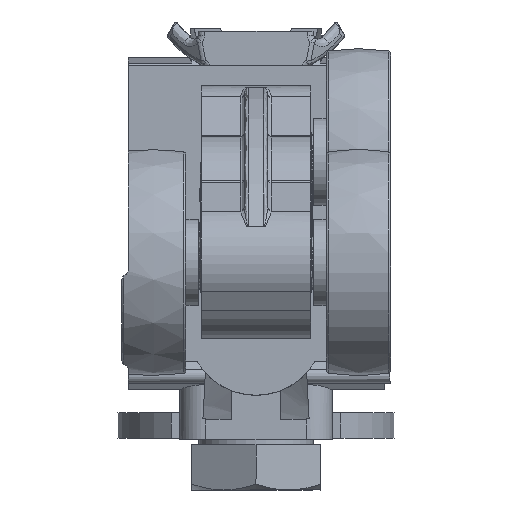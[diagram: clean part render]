
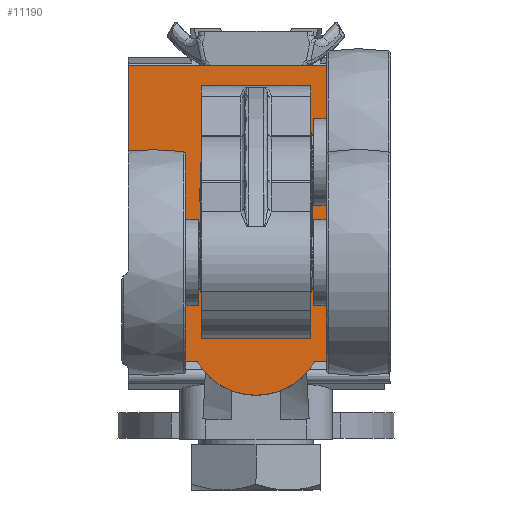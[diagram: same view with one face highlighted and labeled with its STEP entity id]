
A CAD part, front view. The second image highlights one B-rep face of the part: STEP entity #11190.
In plain terms, the highlighted planar face has unit normal (0, -1, 0).
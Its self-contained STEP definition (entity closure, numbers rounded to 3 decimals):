
#309=CIRCLE('',#11762,0.3);
#331=CIRCLE('',#11794,0.3);
#338=CIRCLE('',#11813,0.3);
#352=CIRCLE('',#11835,0.3);
#375=CIRCLE('',#11904,0.3);
#391=CIRCLE('',#11930,0.3);
#398=CIRCLE('',#11949,0.3);
#409=CIRCLE('',#11968,0.3);
#411=CIRCLE('',#11984,5.3);
#608=FACE_BOUND('',#2324,.T.);
#1647=FACE_OUTER_BOUND('',#2323,.T.);
#2323=EDGE_LOOP('',(#9118,#9119,#9120,#9121,#9122,#9123));
#2324=EDGE_LOOP('',(#9124,#9125,#9126,#9127,#9128,#9129,#9130,#9131,#9132,
#9133,#9134,#9135,#9136,#9137,#9138,#9139,#9140,#9141,#9142,#9143));
#2683=LINE('',#15694,#3551);
#2786=LINE('',#18313,#3654);
#2789=LINE('',#18324,#3657);
#2795=LINE('',#18348,#3663);
#2963=LINE('',#19863,#3831);
#2986=LINE('',#20153,#3854);
#3002=LINE('',#20196,#3870);
#3008=LINE('',#20252,#3876);
#3025=LINE('',#20355,#3893);
#3029=LINE('',#20367,#3897);
#3071=LINE('',#20701,#3939);
#3084=LINE('',#20740,#3952);
#3104=LINE('',#20975,#3972);
#3112=LINE('',#20994,#3980);
#3127=LINE('',#21047,#3995);
#3131=LINE('',#21194,#3999);
#3132=LINE('',#21195,#4000);
#3551=VECTOR('',#12689,10.);
#3654=VECTOR('',#13064,10.);
#3657=VECTOR('',#13073,10.);
#3663=VECTOR('',#13091,10.);
#3831=VECTOR('',#13349,10.);
#3854=VECTOR('',#13506,10.);
#3870=VECTOR('',#13554,10.);
#3876=VECTOR('',#13612,10.);
#3893=VECTOR('',#13661,10.);
#3897=VECTOR('',#13671,10.);
#3939=VECTOR('',#13863,10.);
#3952=VECTOR('',#13908,10.);
#3972=VECTOR('',#14016,10.);
#3980=VECTOR('',#14034,10.);
#3995=VECTOR('',#14083,10.);
#3999=VECTOR('',#14175,10.);
#4000=VECTOR('',#14176,10.);
#4426=VERTEX_POINT('',#15687);
#4429=VERTEX_POINT('',#15692);
#4600=VERTEX_POINT('',#18312);
#4603=VERTEX_POINT('',#18320);
#4605=VERTEX_POINT('',#18323);
#4616=VERTEX_POINT('',#18345);
#4617=VERTEX_POINT('',#18347);
#4824=VERTEX_POINT('',#19847);
#4831=VERTEX_POINT('',#19861);
#4860=VERTEX_POINT('',#20086);
#4861=VERTEX_POINT('',#20088);
#4880=VERTEX_POINT('',#20146);
#4881=VERTEX_POINT('',#20147);
#4882=VERTEX_POINT('',#20152);
#4893=VERTEX_POINT('',#20194);
#4894=VERTEX_POINT('',#20198);
#4902=VERTEX_POINT('',#20247);
#4922=VERTEX_POINT('',#20354);
#4927=VERTEX_POINT('',#20365);
#4967=VERTEX_POINT('',#20653);
#4977=VERTEX_POINT('',#20693);
#4979=VERTEX_POINT('',#20699);
#4989=VERTEX_POINT('',#20739);
#5003=VERTEX_POINT('',#20907);
#5014=VERTEX_POINT('',#20992);
#5037=VERTEX_POINT('',#21193);
#5517=EDGE_CURVE('',#4426,#4429,#2683,.T.);
#5760=EDGE_CURVE('',#4600,#4429,#2786,.T.);
#5765=EDGE_CURVE('',#4605,#4603,#2789,.T.);
#5777=EDGE_CURVE('',#4617,#4616,#2795,.T.);
#6090=EDGE_CURVE('',#4831,#4824,#2963,.T.);
#6134=EDGE_CURVE('',#4861,#4860,#309,.F.);
#6163=EDGE_CURVE('',#4880,#4881,#331,.F.);
#6166=EDGE_CURVE('',#4882,#4880,#2986,.T.);
#6188=EDGE_CURVE('',#4893,#4860,#3002,.T.);
#6189=EDGE_CURVE('',#4882,#4894,#338,.T.);
#6207=EDGE_CURVE('',#4902,#4893,#352,.T.);
#6209=EDGE_CURVE('',#4902,#4894,#3008,.T.);
#6238=EDGE_CURVE('',#4861,#4922,#3025,.T.);
#6245=EDGE_CURVE('',#4927,#4881,#3029,.T.);
#6315=EDGE_CURVE('',#4617,#4967,#375,.F.);
#6335=EDGE_CURVE('',#4977,#4603,#391,.F.);
#6339=EDGE_CURVE('',#4979,#4977,#3071,.T.);
#6358=EDGE_CURVE('',#4989,#4967,#3084,.T.);
#6360=EDGE_CURVE('',#4979,#4824,#398,.T.);
#6371=EDGE_CURVE('',#4831,#4989,#409,.T.);
#6401=EDGE_CURVE('',#4426,#5003,#411,.T.);
#6409=EDGE_CURVE('',#4922,#4616,#3104,.T.);
#6418=EDGE_CURVE('',#5014,#4600,#3112,.T.);
#6439=EDGE_CURVE('',#4927,#4605,#3127,.T.);
#6469=EDGE_CURVE('',#5014,#5037,#3131,.T.);
#6470=EDGE_CURVE('',#5003,#5037,#3132,.T.);
#9118=ORIENTED_EDGE('',*,*,#6469,.T.);
#9119=ORIENTED_EDGE('',*,*,#6470,.F.);
#9120=ORIENTED_EDGE('',*,*,#6401,.F.);
#9121=ORIENTED_EDGE('',*,*,#5517,.T.);
#9122=ORIENTED_EDGE('',*,*,#5760,.F.);
#9123=ORIENTED_EDGE('',*,*,#6418,.F.);
#9124=ORIENTED_EDGE('',*,*,#6409,.F.);
#9125=ORIENTED_EDGE('',*,*,#6238,.F.);
#9126=ORIENTED_EDGE('',*,*,#6134,.T.);
#9127=ORIENTED_EDGE('',*,*,#6188,.F.);
#9128=ORIENTED_EDGE('',*,*,#6207,.F.);
#9129=ORIENTED_EDGE('',*,*,#6209,.T.);
#9130=ORIENTED_EDGE('',*,*,#6189,.F.);
#9131=ORIENTED_EDGE('',*,*,#6166,.T.);
#9132=ORIENTED_EDGE('',*,*,#6163,.T.);
#9133=ORIENTED_EDGE('',*,*,#6245,.F.);
#9134=ORIENTED_EDGE('',*,*,#6439,.T.);
#9135=ORIENTED_EDGE('',*,*,#5765,.T.);
#9136=ORIENTED_EDGE('',*,*,#6335,.F.);
#9137=ORIENTED_EDGE('',*,*,#6339,.F.);
#9138=ORIENTED_EDGE('',*,*,#6360,.T.);
#9139=ORIENTED_EDGE('',*,*,#6090,.F.);
#9140=ORIENTED_EDGE('',*,*,#6371,.T.);
#9141=ORIENTED_EDGE('',*,*,#6358,.T.);
#9142=ORIENTED_EDGE('',*,*,#6315,.F.);
#9143=ORIENTED_EDGE('',*,*,#5777,.T.);
#10689=PLANE('',#12057);
#11190=ADVANCED_FACE('',(#1647,#608),#10689,.T.);
#11762=AXIS2_PLACEMENT_3D('',#20089,#13429,#13430);
#11794=AXIS2_PLACEMENT_3D('',#20148,#13500,#13501);
#11813=AXIS2_PLACEMENT_3D('',#20199,#13557,#13558);
#11835=AXIS2_PLACEMENT_3D('',#20248,#13605,#13606);
#11904=AXIS2_PLACEMENT_3D('',#20654,#13800,#13801);
#11930=AXIS2_PLACEMENT_3D('',#20694,#13856,#13857);
#11949=AXIS2_PLACEMENT_3D('',#20743,#13912,#13913);
#11968=AXIS2_PLACEMENT_3D('',#20777,#13950,#13951);
#11984=AXIS2_PLACEMENT_3D('',#20939,#13996,#13997);
#12057=AXIS2_PLACEMENT_3D('',#21192,#14173,#14174);
#12689=DIRECTION('',(1.,0.,0.));
#13064=DIRECTION('',(0.,0.,-1.));
#13073=DIRECTION('',(0.,0.,-1.));
#13091=DIRECTION('',(0.,0.,-1.));
#13349=DIRECTION('',(0.,0.,1.));
#13429=DIRECTION('center_axis',(0.,-1.,0.));
#13430=DIRECTION('ref_axis',(-0.707,0.,0.707));
#13500=DIRECTION('center_axis',(0.,-1.,0.));
#13501=DIRECTION('ref_axis',(-0.707,0.,-0.707));
#13506=DIRECTION('',(-1.,0.,0.));
#13554=DIRECTION('',(-1.,0.,0.));
#13557=DIRECTION('center_axis',(0.,1.,0.));
#13558=DIRECTION('ref_axis',(0.707,0.,0.707));
#13605=DIRECTION('center_axis',(0.,1.,0.));
#13606=DIRECTION('ref_axis',(0.707,0.,-0.707));
#13612=DIRECTION('',(0.,0.,1.));
#13661=DIRECTION('',(0.,0.,-1.));
#13671=DIRECTION('',(0.,0.,-1.));
#13800=DIRECTION('center_axis',(0.,1.,0.));
#13801=DIRECTION('ref_axis',(0.707,0.,0.707));
#13856=DIRECTION('center_axis',(0.,1.,0.));
#13857=DIRECTION('ref_axis',(0.707,0.,-0.707));
#13863=DIRECTION('',(1.,0.,0.));
#13908=DIRECTION('',(1.,0.,0.));
#13912=DIRECTION('center_axis',(0.,-1.,0.));
#13913=DIRECTION('ref_axis',(-0.707,0.,0.707));
#13950=DIRECTION('center_axis',(0.,-1.,0.));
#13951=DIRECTION('ref_axis',(-0.707,0.,-0.707));
#13996=DIRECTION('center_axis',(0.,1.,0.));
#13997=DIRECTION('ref_axis',(0.861,0.,-0.509));
#14016=DIRECTION('',(1.,0.,0.));
#14034=DIRECTION('',(1.,0.,0.));
#14083=DIRECTION('',(1.,0.,0.));
#14173=DIRECTION('center_axis',(0.,-1.,0.));
#14174=DIRECTION('ref_axis',(0.,0.,
-1.));
#14175=DIRECTION('',(0.,0.,-1.));
#14176=DIRECTION('',(-1.,0.,0.));
#15687=CARTESIAN_POINT('',(4.561,-306.6,-9.45));
#15692=CARTESIAN_POINT('',(10.,-306.6,-9.45));
#15694=CARTESIAN_POINT('',(0.,-306.6,-9.45));
#18312=CARTESIAN_POINT('',(10.,-306.6,13.55));
#18313=CARTESIAN_POINT('',(10.,-306.6,13.55));
#18320=CARTESIAN_POINT('',(4.25,-306.6,10.45));
#18323=CARTESIAN_POINT('',(4.25,-306.6,11.95));
#18324=CARTESIAN_POINT('',(4.25,-306.6,11.95));
#18345=CARTESIAN_POINT('',(4.25,-306.6,-7.65));
#18347=CARTESIAN_POINT('',(4.25,-306.6,-6.15));
#18348=CARTESIAN_POINT('',(4.25,-306.6,11.95));
#19847=CARTESIAN_POINT('',(0.9,-306.6,9.85));
#19861=CARTESIAN_POINT('',(0.9,-306.6,-5.55));
#19863=CARTESIAN_POINT('',(0.9,-306.6,-5.85));
#20086=CARTESIAN_POINT('',(-3.95,-306.6,-5.85));
#20088=CARTESIAN_POINT('',(-4.25,-306.6,-6.15));
#20089=CARTESIAN_POINT('Origin',(-3.95,-306.6,-6.15));
#20146=CARTESIAN_POINT('',(-3.95,-306.6,10.15));
#20147=CARTESIAN_POINT('',(-4.25,-306.6,10.45));
#20148=CARTESIAN_POINT('Origin',(-3.95,-306.6,10.45));
#20152=CARTESIAN_POINT('',(-1.2,-306.6,10.15));
#20153=CARTESIAN_POINT('',(-0.9,-306.6,10.15));
#20194=CARTESIAN_POINT('',(-1.2,-306.6,-5.85));
#20196=CARTESIAN_POINT('',(-0.9,-306.6,-5.85));
#20198=CARTESIAN_POINT('',(-0.9,-306.6,9.85));
#20199=CARTESIAN_POINT('Origin',(-1.2,-306.6,9.85));
#20247=CARTESIAN_POINT('',(-0.9,-306.6,-5.55));
#20248=CARTESIAN_POINT('Origin',(-1.2,-306.6,-5.55));
#20252=CARTESIAN_POINT('',(-0.9,-306.6,-5.85));
#20354=CARTESIAN_POINT('',(-4.25,-306.6,-7.65));
#20355=CARTESIAN_POINT('',(-4.25,-306.6,11.95));
#20365=CARTESIAN_POINT('',(-4.25,-306.6,11.95));
#20367=CARTESIAN_POINT('',(-4.25,-306.6,11.95));
#20653=CARTESIAN_POINT('',(3.95,-306.6,-5.85));
#20654=CARTESIAN_POINT('Origin',(3.95,-306.6,-6.15));
#20693=CARTESIAN_POINT('',(3.95,-306.6,10.15));
#20694=CARTESIAN_POINT('Origin',(3.95,-306.6,10.45));
#20699=CARTESIAN_POINT('',(1.2,-306.6,10.15));
#20701=CARTESIAN_POINT('',(0.9,-306.6,10.15));
#20739=CARTESIAN_POINT('',(1.2,-306.6,-5.85));
#20740=CARTESIAN_POINT('',(0.9,-306.6,-5.85));
#20743=CARTESIAN_POINT('Origin',(1.2,-306.6,9.85));
#20777=CARTESIAN_POINT('Origin',(1.2,-306.6,-5.55));
#20907=CARTESIAN_POINT('',(-4.561,-306.6,-9.45));
#20939=CARTESIAN_POINT('Origin',(0.,-306.6,
-6.75));
#20975=CARTESIAN_POINT('',(0.,-306.6,-7.65));
#20992=CARTESIAN_POINT('',(-9.912,-306.6,13.55));
#20994=CARTESIAN_POINT('',(0.,-306.6,13.55));
#21047=CARTESIAN_POINT('',(0.,-306.6,11.95));
#21192=CARTESIAN_POINT('Origin',(0.,-306.6,
13.55));
#21193=CARTESIAN_POINT('',(-9.912,-306.6,-9.45));
#21194=CARTESIAN_POINT('',(-9.912,-306.6,16.918));
#21195=CARTESIAN_POINT('',(0.,-306.6,-9.45));
